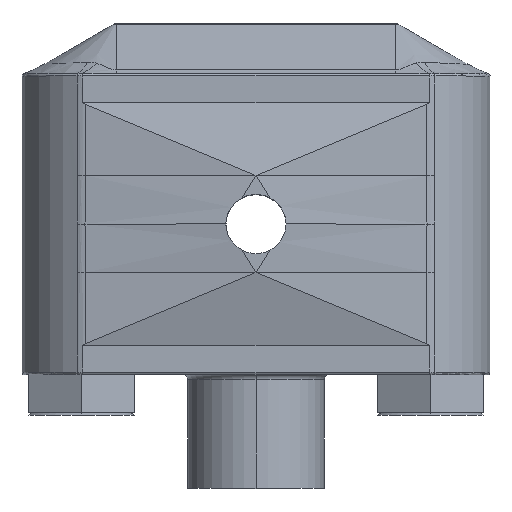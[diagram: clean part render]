
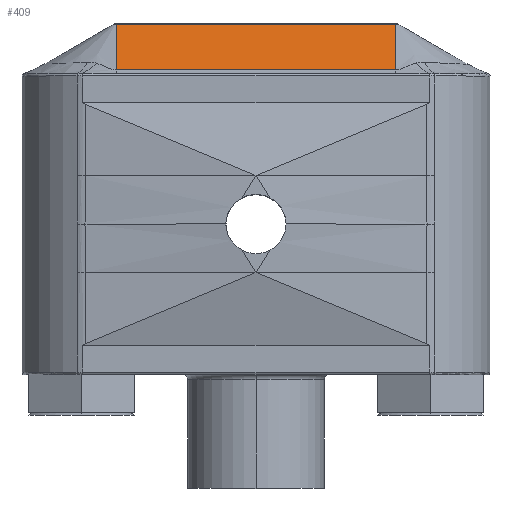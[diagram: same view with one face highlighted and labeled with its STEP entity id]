
A CAD part, top view. The second image highlights one B-rep face of the part: STEP entity #409.
In plain terms, the highlighted planar face has unit normal (0, 0.867, 0.498).
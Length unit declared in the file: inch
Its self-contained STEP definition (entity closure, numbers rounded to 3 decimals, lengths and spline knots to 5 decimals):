
#124 = ORIENTED_EDGE ( 'NONE', *, *, #1848, .T. ) ;
#256 = DIRECTION ( 'NONE',  ( 0., -0.498, 0.867 ) ) ;
#409 = ADVANCED_FACE ( 'NONE', ( #4184 ), #2872, .F. ) ;
#472 = CARTESIAN_POINT ( 'NONE',  ( 0.575, 1.32415, 0.00997 ) ) ;
#533 = CARTESIAN_POINT ( 'NONE',  ( 0.575, 1.32415, 0.00997 ) ) ;
#576 = DIRECTION ( 'NONE',  ( 0., 0.498, -0.867 ) ) ;
#812 = EDGE_CURVE ( 'NONE', #2130, #3841, #3468, .T. ) ;
#843 = DIRECTION ( 'NONE',  ( 1., 0., 0. ) ) ;
#868 = DIRECTION ( 'NONE',  ( -1., 0., 0. ) ) ;
#1146 = ORIENTED_EDGE ( 'NONE', *, *, #1665, .T. ) ;
#1259 = DIRECTION ( 'NONE',  ( 0., -0.867, -0.498 ) ) ;
#1316 = VECTOR ( 'NONE', #868, 39.37008 ) ;
#1324 = LINE ( 'NONE', #3862, #2506 ) ;
#1541 = LINE ( 'NONE', #3794, #3661 ) ;
#1665 = EDGE_CURVE ( 'NONE', #3366, #3841, #1324, .T. ) ;
#1723 = VERTEX_POINT ( 'NONE', #1901 ) ;
#1848 = EDGE_CURVE ( 'NONE', #1723, #3366, #1541, .T. ) ;
#1864 = VECTOR ( 'NONE', #256, 39.37008 ) ;
#1901 = CARTESIAN_POINT ( 'NONE',  ( -0.575, 1.32415, 0.00997 ) ) ;
#2073 = CARTESIAN_POINT ( 'NONE',  ( 0.575, 1.13587, 0.3374 ) ) ;
#2130 = VERTEX_POINT ( 'NONE', #4322 ) ;
#2473 = DIRECTION ( 'NONE',  ( 0., -0.498, 0.867 ) ) ;
#2506 = VECTOR ( 'NONE', #843, 39.37008 ) ;
#2665 = EDGE_LOOP ( 'NONE', ( #124, #1146, #3088, #3370 ) ) ;
#2696 = LINE ( 'NONE', #3212, #1316 ) ;
#2872 = PLANE ( 'NONE',  #4055 ) ;
#2885 = EDGE_CURVE ( 'NONE', #2130, #1723, #2696, .T. ) ;
#2991 = CARTESIAN_POINT ( 'NONE',  ( -0.575, 1.13587, 0.3374 ) ) ;
#3088 = ORIENTED_EDGE ( 'NONE', *, *, #812, .F. ) ;
#3212 = CARTESIAN_POINT ( 'NONE',  ( 0.575, 1.32415, 0.00997 ) ) ;
#3366 = VERTEX_POINT ( 'NONE', #2991 ) ;
#3370 = ORIENTED_EDGE ( 'NONE', *, *, #2885, .T. ) ;
#3468 = LINE ( 'NONE', #472, #1864 ) ;
#3661 = VECTOR ( 'NONE', #2473, 39.37008 ) ;
#3794 = CARTESIAN_POINT ( 'NONE',  ( -0.575, 1.32415, 0.00997 ) ) ;
#3841 = VERTEX_POINT ( 'NONE', #2073 ) ;
#3862 = CARTESIAN_POINT ( 'NONE',  ( 0.575, 1.13587, 0.3374 ) ) ;
#4055 = AXIS2_PLACEMENT_3D ( 'NONE', #533, #1259, #576 ) ;
#4184 = FACE_OUTER_BOUND ( 'NONE', #2665, .T. ) ;
#4322 = CARTESIAN_POINT ( 'NONE',  ( 0.575, 1.32415, 0.00997 ) ) ;
